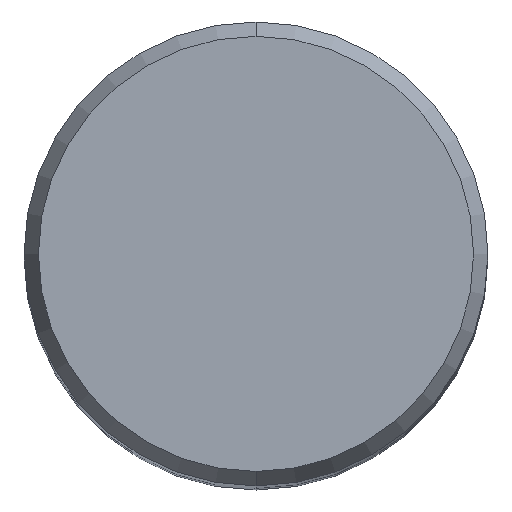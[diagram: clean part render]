
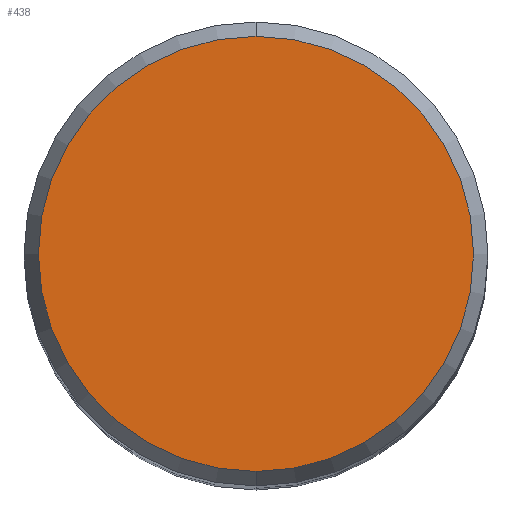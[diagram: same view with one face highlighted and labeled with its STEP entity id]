
A CAD part, top view. The second image highlights one B-rep face of the part: STEP entity #438.
In plain terms, the highlighted planar face has unit normal (0, 0, 1).
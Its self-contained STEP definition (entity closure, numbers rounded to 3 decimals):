
#218=EDGE_CURVE('',#484,#282,#551,.T.);
#282=VERTEX_POINT('',#624);
#438=ADVANCED_FACE('',(#796),#797,.T.);
#464=EDGE_CURVE('',#282,#484,#825,.T.);
#484=VERTEX_POINT('',#849);
#551=CIRCLE('',#999,10.425);
#624=CARTESIAN_POINT('',(0.,-10.425,0.));
#796=FACE_OUTER_BOUND('',#1611,.T.);
#797=PLANE('',#1612);
#825=CIRCLE('',#1657,10.425);
#849=CARTESIAN_POINT('',(0.0,10.425,0.));
#999=AXIS2_PLACEMENT_3D('',#1735,#1736,#1737);
#1611=EDGE_LOOP('',(#2018,#2019));
#1612=AXIS2_PLACEMENT_3D('',#2020,#2021,#2022);
#1657=AXIS2_PLACEMENT_3D('',#2047,#2048,#2049);
#1735=CARTESIAN_POINT('',(0.0,0.0,0.));
#1736=DIRECTION('',(0.0,0.0,-1.0));
#1737=DIRECTION('',(0.0,1.0,0.0));
#2018=ORIENTED_EDGE('',*,*,#218,.F.);
#2019=ORIENTED_EDGE('',*,*,#464,.F.);
#2020=CARTESIAN_POINT('',(0.0,5.212,0.));
#2021=DIRECTION('',(-0.0,0.0,1.0));
#2022=DIRECTION('',(0.0,-1.0,0.0));
#2047=CARTESIAN_POINT('',(0.0,0.0,0.));
#2048=DIRECTION('',(0.0,0.0,-1.0));
#2049=DIRECTION('',(0.0,1.0,0.0));
